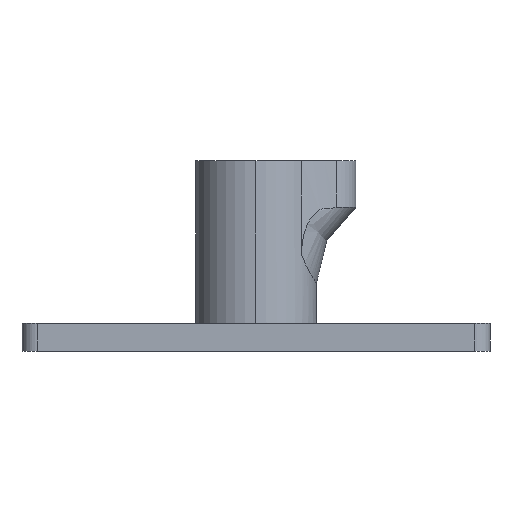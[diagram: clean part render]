
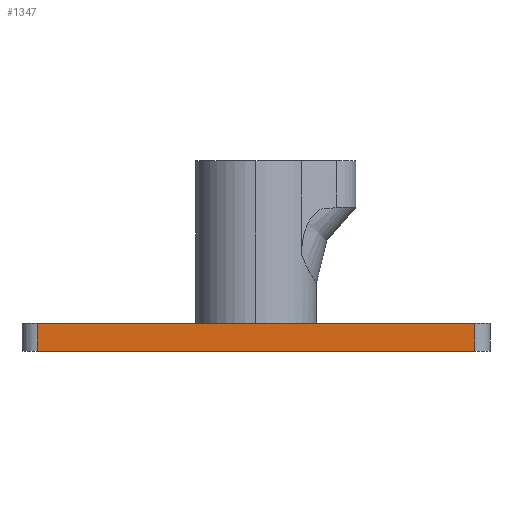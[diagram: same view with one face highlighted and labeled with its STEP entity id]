
A CAD part, left-side view. The second image highlights one B-rep face of the part: STEP entity #1347.
In plain terms, the highlighted planar face has unit normal (-1, 0, 0).
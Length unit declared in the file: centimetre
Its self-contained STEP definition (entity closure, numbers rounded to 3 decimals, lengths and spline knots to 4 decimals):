
#24 = LINE ( 'NONE', #429, #419 ) ;
#45 = EDGE_CURVE ( 'NONE', #106, #492, #24, .T. ) ;
#47 = EDGE_LOOP ( 'NONE', ( #871, #1357, #1447, #491 ) ) ;
#78 = VERTEX_POINT ( 'NONE', #651 ) ;
#106 = VERTEX_POINT ( 'NONE', #1430 ) ;
#172 = LINE ( 'NONE', #1048, #991 ) ;
#182 = CARTESIAN_POINT ( 'NONE',  ( -1.4363, -8.7408, -0.3 ) ) ;
#207 = FACE_OUTER_BOUND ( 'NONE', #47, .T. ) ;
#331 = VERTEX_POINT ( 'NONE', #838 ) ;
#419 = VECTOR ( 'NONE', #874, 100. ) ;
#429 = CARTESIAN_POINT ( 'NONE',  ( -1.4363, -4.0408, -0.3 ) ) ;
#491 = ORIENTED_EDGE ( 'NONE', *, *, #1352, .T. ) ;
#492 = VERTEX_POINT ( 'NONE', #1413 ) ;
#517 = EDGE_CURVE ( 'NONE', #331, #78, #1298, .T. ) ;
#613 = CARTESIAN_POINT ( 'NONE',  ( -1.4363, -4.0408, -0.3 ) ) ;
#651 = CARTESIAN_POINT ( 'NONE',  ( -1.4363, -8.7408, 0. ) ) ;
#689 = LINE ( 'NONE', #182, #1436 ) ;
#838 = CARTESIAN_POINT ( 'NONE',  ( -1.4363, -4.0408, 0. ) ) ;
#849 = DIRECTION ( 'NONE',  ( -1., 0., 0. ) ) ;
#861 = DIRECTION ( 'NONE',  ( 0., -1., 0. ) ) ;
#871 = ORIENTED_EDGE ( 'NONE', *, *, #517, .F. ) ;
#874 = DIRECTION ( 'NONE',  ( 0., -1., 0. ) ) ;
#958 = DIRECTION ( 'NONE',  ( 0., 0., 1. ) ) ;
#991 = VECTOR ( 'NONE', #1037, 100. ) ;
#1013 = VECTOR ( 'NONE', #861, 100. ) ;
#1037 = DIRECTION ( 'NONE',  ( 0., 0., 1. ) ) ;
#1048 = CARTESIAN_POINT ( 'NONE',  ( -1.4363, -4.0408, -0.3 ) ) ;
#1186 = DIRECTION ( 'NONE',  ( 0., -1., 0. ) ) ;
#1192 = EDGE_CURVE ( 'NONE', #106, #331, #172, .T. ) ;
#1204 = CARTESIAN_POINT ( 'NONE',  ( -1.4363, -4.0408, 0. ) ) ;
#1277 = AXIS2_PLACEMENT_3D ( 'NONE', #613, #849, #1186 ) ;
#1290 = PLANE ( 'NONE',  #1277 ) ;
#1298 = LINE ( 'NONE', #1204, #1013 ) ;
#1347 = ADVANCED_FACE ( 'NONE', ( #207 ), #1290, .T. ) ;
#1352 = EDGE_CURVE ( 'NONE', #492, #78, #689, .T. ) ;
#1357 = ORIENTED_EDGE ( 'NONE', *, *, #1192, .F. ) ;
#1413 = CARTESIAN_POINT ( 'NONE',  ( -1.4363, -8.7408, -0.3 ) ) ;
#1430 = CARTESIAN_POINT ( 'NONE',  ( -1.4363, -4.0408, -0.3 ) ) ;
#1436 = VECTOR ( 'NONE', #958, 100. ) ;
#1447 = ORIENTED_EDGE ( 'NONE', *, *, #45, .T. ) ;
